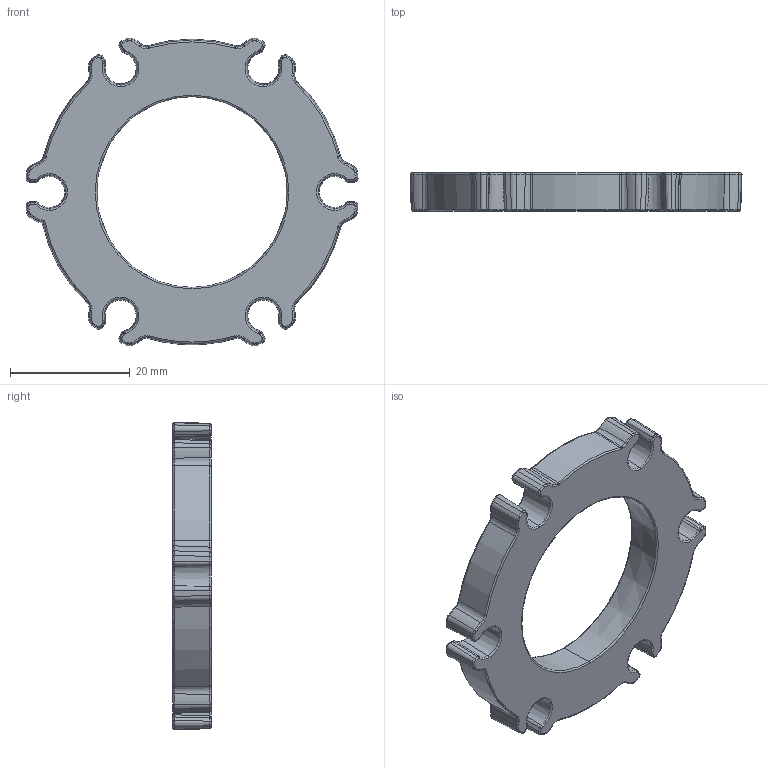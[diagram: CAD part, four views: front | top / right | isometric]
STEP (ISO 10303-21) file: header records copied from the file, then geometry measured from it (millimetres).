
FILE_DESCRIPTION (( 'STEP AP203' ), '1' );
FILE_NAME ('am-0207a 250 Sprocket and Pulley Spacer.STEP', '2015-12-31T16:44:43', ( '' ), ( '' ), 'SwSTEP 2.0', 'SolidWorks 2014', '' );
FILE_SCHEMA (( 'CONFIG_CONTROL_DESIGN' ));
Length unit declared in the file: inch
Products named in the file (1): am-0207a 250 Sprocket and Pulley Spacer
Bounding box: 55.34 x 6.35 x 51.31 mm (x, y, z)
Volume: 4305.5 mm3; surface area: 5787.1 mm2
Topology: 1 solids, 1 shells, 599 faces, 1399 edges, 760 vertices
Faces by surface type: torus 307, cone 140, cylinder 48, bspline 48, plane 32, sphere 24
Entity records: 18246 total; most frequent: CARTESIAN_POINT 4458, DIRECTION 3373, ORIENTED_EDGE 2702, AXIS2_PLACEMENT_3D 1569, EDGE_CURVE 1351, CIRCLE 1017, VERTEX_POINT 760, EDGE_LOOP 607
